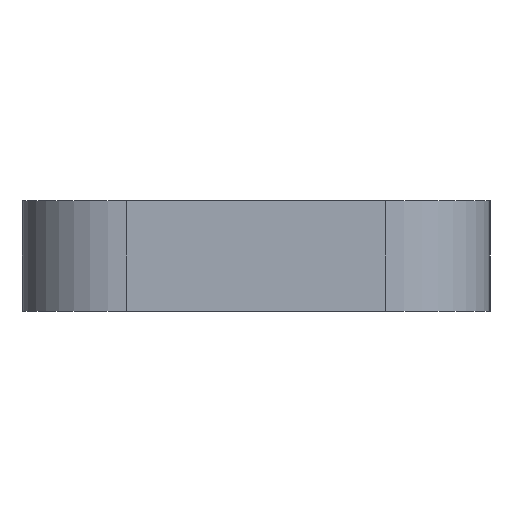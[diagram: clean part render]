
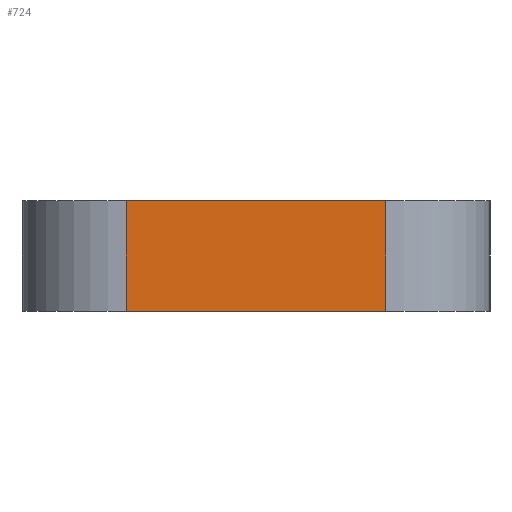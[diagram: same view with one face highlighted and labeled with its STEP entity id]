
A CAD part, left-side view. The second image highlights one B-rep face of the part: STEP entity #724.
In plain terms, the highlighted planar face has unit normal (-1, 0, 0).
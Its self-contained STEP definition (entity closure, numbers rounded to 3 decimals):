
#436=PLANE('',#771);
#450=FACE_OUTER_BOUND('',#468,.T.);
#468=EDGE_LOOP('',(#651,#652,#653,#654));
#494=LINE('',#963,#514);
#495=LINE('',#966,#515);
#496=LINE('',#968,#516);
#497=LINE('',#969,#517);
#514=VECTOR('',#846,10.);
#515=VECTOR('',#849,10.);
#516=VECTOR('',#850,10.);
#517=VECTOR('',#851,10.);
#567=VERTEX_POINT('',#959);
#568=VERTEX_POINT('',#961);
#569=VERTEX_POINT('',#965);
#570=VERTEX_POINT('',#967);
#603=EDGE_CURVE('',#568,#567,#494,.T.);
#604=EDGE_CURVE('',#567,#569,#495,.T.);
#605=EDGE_CURVE('',#570,#568,#496,.T.);
#606=EDGE_CURVE('',#570,#569,#497,.T.);
#651=ORIENTED_EDGE('',*,*,#604,.F.);
#652=ORIENTED_EDGE('',*,*,#603,.F.);
#653=ORIENTED_EDGE('',*,*,#605,.F.);
#654=ORIENTED_EDGE('',*,*,#606,.T.);
#724=ADVANCED_FACE('',(#450),#436,.F.);
#771=AXIS2_PLACEMENT_3D('',#964,#847,#848);
#846=DIRECTION('',(0.,0.,-1.));
#847=DIRECTION('center_axis',(1.,0.,0.));
#848=DIRECTION('ref_axis',(0.,-1.,0.));
#849=DIRECTION('',(0.,1.,0.));
#850=DIRECTION('',(0.,-1.,0.));
#851=DIRECTION('',(0.,0.,-1.));
#959=CARTESIAN_POINT('',(-358.775,6.,-3.));
#961=CARTESIAN_POINT('',(-358.775,6.,0.));
#963=CARTESIAN_POINT('',(-358.775,6.,0.));
#964=CARTESIAN_POINT('Origin',(-358.775,13.05,0.));
#965=CARTESIAN_POINT('',(-358.775,13.05,-3.));
#966=CARTESIAN_POINT('',(-358.775,11.287,-3.));
#967=CARTESIAN_POINT('',(-358.775,13.05,0.));
#968=CARTESIAN_POINT('',(-358.775,11.287,0.));
#969=CARTESIAN_POINT('',(-358.775,13.05,0.));
